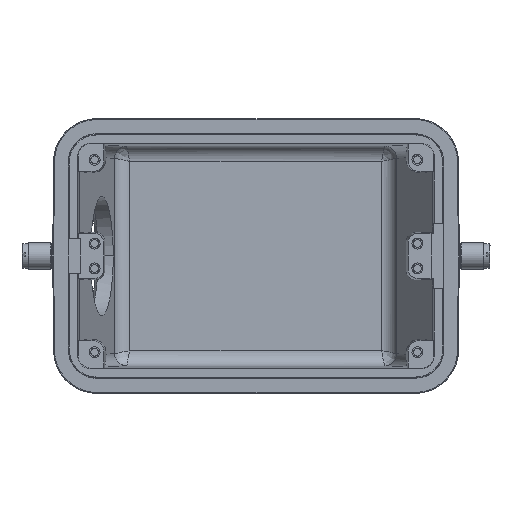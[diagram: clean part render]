
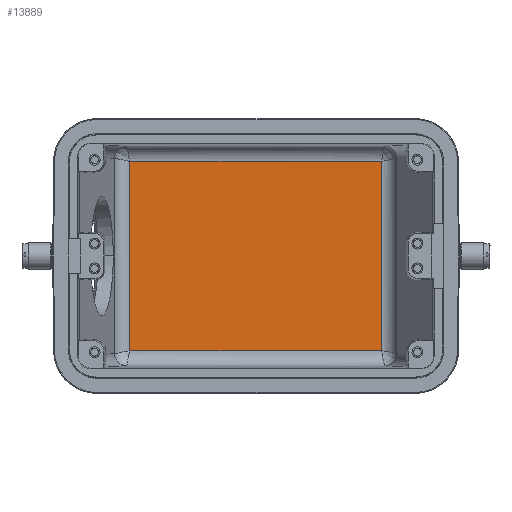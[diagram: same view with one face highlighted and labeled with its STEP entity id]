
A CAD part, front view. The second image highlights one B-rep face of the part: STEP entity #13889.
In plain terms, the highlighted planar face has unit normal (0, -1, 0).
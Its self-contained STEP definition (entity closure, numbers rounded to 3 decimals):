
#488 = PLANE ( 'NONE',  #9445 ) ;
#489 = CARTESIAN_POINT ( 'NONE',  ( 44.554, 90., -36.3 ) ) ;
#490 = DIRECTION ( 'NONE',  ( 0., 1., 0. ) ) ;
#491 = DIRECTION ( 'NONE',  ( 0., 0., 1. ) ) ;
#902 = LINE ( 'NONE', #903, #9863 ) ;
#903 = CARTESIAN_POINT ( 'NONE',  ( -40.687, 90., -36.3 ) ) ;
#904 = DIRECTION ( 'NONE',  ( 0., 0., 1. ) ) ;
#2756 = VERTEX_POINT ( 'NONE', #7721 ) ;
#2787 = EDGE_LOOP ( 'NONE', ( #8432, #8431, #8430, #8428 ) ) ;
#2835 = VERTEX_POINT ( 'NONE', #7682 ) ;
#7222 = EDGE_CURVE ( 'NONE', #21171, #21178, #21454, .T. ) ;
#7682 = CARTESIAN_POINT ( 'NONE',  ( 40.433, 90., 30.488 ) ) ;
#7721 = CARTESIAN_POINT ( 'NONE',  ( -40.687, 90., 30.488 ) ) ;
#8428 = ORIENTED_EDGE ( 'NONE', *, *, #13980, .F. ) ;
#8430 = ORIENTED_EDGE ( 'NONE', *, *, #7222, .T. ) ;
#8431 = ORIENTED_EDGE ( 'NONE', *, *, #13966, .F. ) ;
#8432 = ORIENTED_EDGE ( 'NONE', *, *, #13981, .F. ) ;
#9444 = FACE_OUTER_BOUND ( 'NONE', #2787, .T. ) ;
#9445 = AXIS2_PLACEMENT_3D ( 'NONE', #489, #490, #491 ) ;
#9451 = VECTOR ( 'NONE', #21456, 1000. ) ;
#9863 = VECTOR ( 'NONE', #904, 1000. ) ;
#9890 = VECTOR ( 'NONE', #15579, 1000. ) ;
#9894 = VECTOR ( 'NONE', #15585, 1000. ) ;
#13889 = ADVANCED_FACE ( 'NONE', ( #9444 ), #488, .F. ) ;
#13966 = EDGE_CURVE ( 'NONE', #21171, #2756, #902, .T. ) ;
#13980 = EDGE_CURVE ( 'NONE', #2835, #21178, #15575, .T. ) ;
#13981 = EDGE_CURVE ( 'NONE', #2756, #2835, #15581, .T. ) ;
#15575 = LINE ( 'NONE', #15577, #9890 ) ;
#15577 = CARTESIAN_POINT ( 'NONE',  ( 40.433, 90., -36.3 ) ) ;
#15579 = DIRECTION ( 'NONE',  ( 0., 0., -1. ) ) ;
#15581 = LINE ( 'NONE', #15583, #9894 ) ;
#15583 = CARTESIAN_POINT ( 'NONE',  ( 44.554, 90., 30.488 ) ) ;
#15585 = DIRECTION ( 'NONE',  ( 1., 0., 0. ) ) ;
#15996 = CARTESIAN_POINT ( 'NONE',  ( -40.687, 90., -30.488 ) ) ;
#16010 = CARTESIAN_POINT ( 'NONE',  ( 40.433, 90., -30.488 ) ) ;
#21171 = VERTEX_POINT ( 'NONE', #15996 ) ;
#21178 = VERTEX_POINT ( 'NONE', #16010 ) ;
#21454 = LINE ( 'NONE', #21455, #9451 ) ;
#21455 = CARTESIAN_POINT ( 'NONE',  ( 57.796, 90., -30.488 ) ) ;
#21456 = DIRECTION ( 'NONE',  ( 1., 0., 0. ) ) ;
